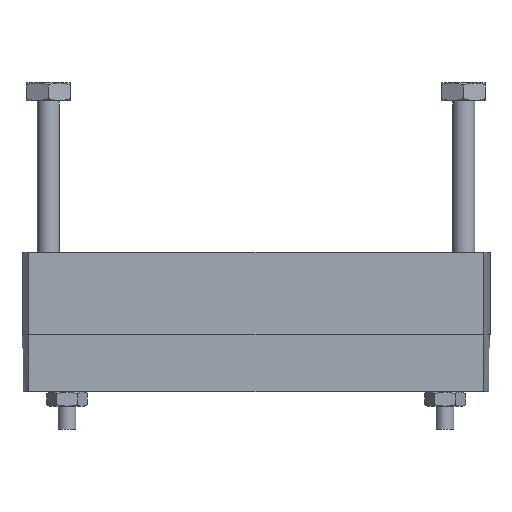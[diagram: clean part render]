
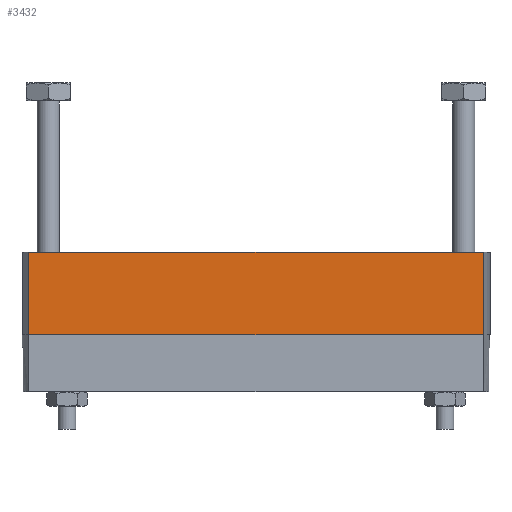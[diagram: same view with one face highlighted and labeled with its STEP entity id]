
A CAD part, front view. The second image highlights one B-rep face of the part: STEP entity #3432.
In plain terms, the highlighted planar face has unit normal (0, -1, 0).
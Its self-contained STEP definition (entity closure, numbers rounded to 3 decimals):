
#33 = ORIENTED_EDGE ( 'NONE', *, *, #8666, .T. ) ;
#1338 = DIRECTION ( 'NONE',  ( 0., 0., 1. ) ) ;
#1933 = VERTEX_POINT ( 'NONE', #9942 ) ;
#2674 = VECTOR ( 'NONE', #1338, 1000. ) ;
#3310 = ORIENTED_EDGE ( 'NONE', *, *, #8640, .T. ) ;
#3419 = DIRECTION ( 'NONE',  ( 1., 0., 0. ) ) ;
#3432 = ADVANCED_FACE ( 'NONE', ( #6492 ), #18001, .T. ) ;
#3469 = DIRECTION ( 'NONE',  ( 0., -1., 0. ) ) ;
#4272 = CARTESIAN_POINT ( 'NONE',  ( 25.752, -6.25, -9.3 ) ) ;
#5069 = EDGE_LOOP ( 'NONE', ( #8010, #5451, #33, #3310 ) ) ;
#5445 = AXIS2_PLACEMENT_3D ( 'NONE', #12165, #3469, #13690 ) ;
#5451 = ORIENTED_EDGE ( 'NONE', *, *, #6116, .F. ) ;
#5643 = VECTOR ( 'NONE', #5817, 1000. ) ;
#5817 = DIRECTION ( 'NONE',  ( 1., 0., 0. ) ) ;
#5927 = VERTEX_POINT ( 'NONE', #9433 ) ;
#6116 = EDGE_CURVE ( 'NONE', #5927, #9563, #9158, .T. ) ;
#6492 = FACE_OUTER_BOUND ( 'NONE', #5069, .T. ) ;
#7214 = EDGE_CURVE ( 'NONE', #9563, #1933, #15042, .T. ) ;
#7959 = VERTEX_POINT ( 'NONE', #18596 ) ;
#8010 = ORIENTED_EDGE ( 'NONE', *, *, #7214, .F. ) ;
#8210 = VECTOR ( 'NONE', #3419, 1000. ) ;
#8251 = VECTOR ( 'NONE', #8355, 1000. ) ;
#8355 = DIRECTION ( 'NONE',  ( 0., 0., 1. ) ) ;
#8640 = EDGE_CURVE ( 'NONE', #7959, #1933, #14317, .T. ) ;
#8666 = EDGE_CURVE ( 'NONE', #5927, #7959, #18661, .T. ) ;
#9158 = LINE ( 'NONE', #18546, #8251 ) ;
#9433 = CARTESIAN_POINT ( 'NONE',  ( -25.752, -6.25, -9.3 ) ) ;
#9563 = VERTEX_POINT ( 'NONE', #15313 ) ;
#9942 = CARTESIAN_POINT ( 'NONE',  ( 25.752, -6.25, 0. ) ) ;
#12165 = CARTESIAN_POINT ( 'NONE',  ( 25.752, -6.25, -9.3 ) ) ;
#12178 = CARTESIAN_POINT ( 'NONE',  ( 25.752, -6.25, 0. ) ) ;
#13101 = CARTESIAN_POINT ( 'NONE',  ( 25.752, -6.25, -9.3 ) ) ;
#13690 = DIRECTION ( 'NONE',  ( 1., 0., 0. ) ) ;
#14317 = LINE ( 'NONE', #4272, #2674 ) ;
#15042 = LINE ( 'NONE', #12178, #8210 ) ;
#15313 = CARTESIAN_POINT ( 'NONE',  ( -25.752, -6.25, 0. ) ) ;
#18001 = PLANE ( 'NONE',  #5445 ) ;
#18546 = CARTESIAN_POINT ( 'NONE',  ( -25.752, -6.25, -9.3 ) ) ;
#18596 = CARTESIAN_POINT ( 'NONE',  ( 25.752, -6.25, -9.3 ) ) ;
#18661 = LINE ( 'NONE', #13101, #5643 ) ;
